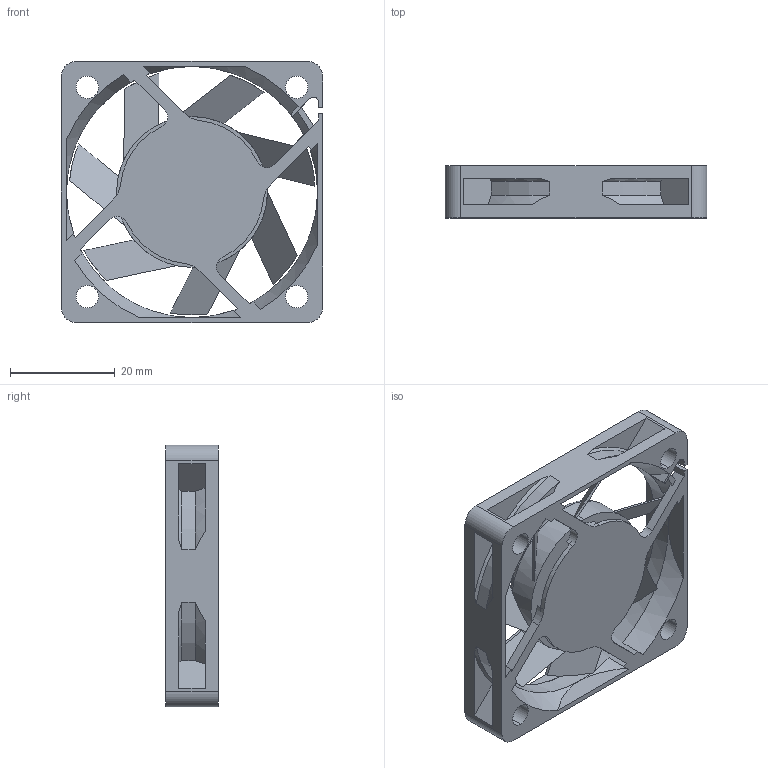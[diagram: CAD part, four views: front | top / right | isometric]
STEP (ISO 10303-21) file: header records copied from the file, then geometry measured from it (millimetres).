
FILE_DESCRIPTION((''),'2;1');
FILE_NAME('PRT0003','2011-06-15T',('CHIENPEI.CHEN'),(''),'PRO/ENGINEER BY PARAMETRIC TECHNOLOGY CORPORATION, 2006460','PRO/ENGINEER BY PARAMETRIC TECHNOLOGY CORPORATION, 2006460','');
FILE_SCHEMA(('CONFIG_CONTROL_DESIGN'));
Length unit declared in the file: millimetre
Products named in the file (1): PRT0003
Bounding box: 50 x 10 x 50 mm (x, y, z)
Volume: 9395.8 mm3; surface area: 10509.5 mm2
Topology: 1 solids, 1 shells, 196 faces, 532 edges, 341 vertices
Faces by surface type: plane 104, cylinder 60, cone 28, torus 4
Entity records: 6349 total; most frequent: CARTESIAN_POINT 1411, ORIENTED_EDGE 1060, DIRECTION 981, EDGE_CURVE 530, AXIS2_PLACEMENT_3D 357, VERTEX_POINT 341, VECTOR 267, LINE 267
